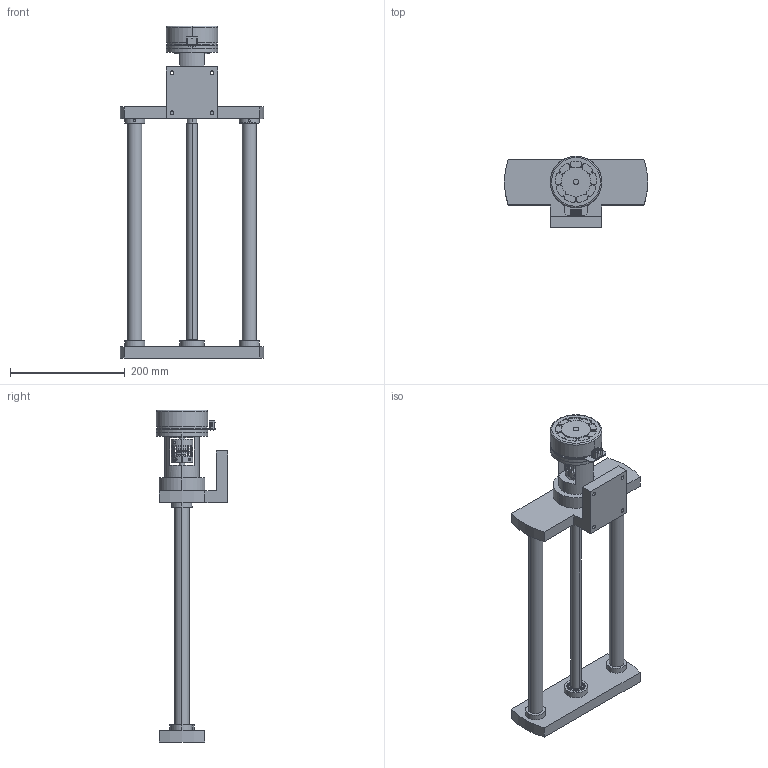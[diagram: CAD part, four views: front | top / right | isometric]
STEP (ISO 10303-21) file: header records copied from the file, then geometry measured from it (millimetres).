
FILE_DESCRIPTION (( 'STEP AP214' ), '1' );
FILE_NAME ('parte fixa.STEP', '2024-01-14T00:02:47', ( '' ), ( '' ), 'SwSTEP 2.0', 'SolidWorks 2023', '' );
FILE_SCHEMA (( 'AUTOMOTIVE_DESIGN' ));
Length unit declared in the file: inch
Products named in the file (1): parte fixa
Bounding box: 250 x 125 x 579.5 mm (x, y, z)
Surface area: 383218.9 mm2 (no closed solid volume)
Topology: 0 solids, 49 shells, 1244 faces, 3264 edges, 1923 vertices
Faces by surface type: plane 482, cylinder 324, sphere 224, torus 114, cone 66, bspline 34
Entity records: 41221 total; most frequent: CARTESIAN_POINT 10981, DIRECTION 6584, ORIENTED_EDGE 6017, EDGE_CURVE 3014, AXIS2_PLACEMENT_3D 2587, VERTEX_POINT 1907, VECTOR 1410, LINE 1410
